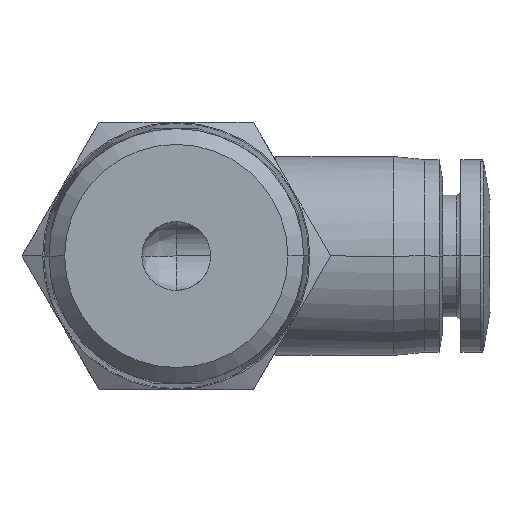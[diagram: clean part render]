
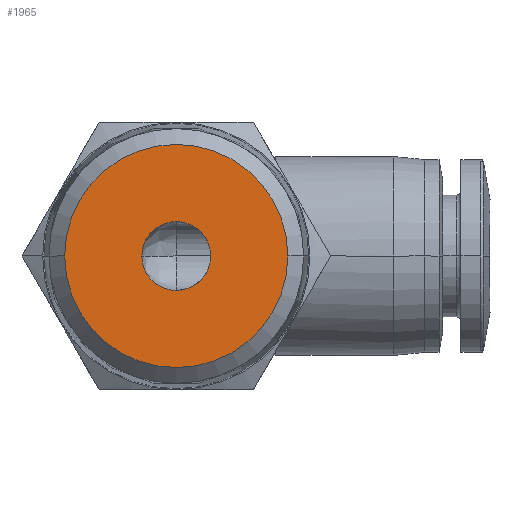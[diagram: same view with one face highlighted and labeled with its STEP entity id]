
A CAD part, front view. The second image highlights one B-rep face of the part: STEP entity #1965.
In plain terms, the highlighted planar face has unit normal (0, -1, 0).
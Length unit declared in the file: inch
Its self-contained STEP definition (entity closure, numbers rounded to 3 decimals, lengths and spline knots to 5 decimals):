
#20 = CARTESIAN_POINT ( 'NONE',  ( 0., -1.22047, 0. ) ) ;
#96 = FACE_BOUND ( 'NONE', #4349, .T. ) ;
#136 = AXIS2_PLACEMENT_3D ( 'NONE', #2066, #4378, #2386 ) ;
#314 = EDGE_CURVE ( 'NONE', #2822, #2769, #584, .T. ) ;
#331 = PLANE ( 'NONE',  #136 ) ;
#394 = DIRECTION ( 'NONE',  ( -1., 0., 0. ) ) ;
#426 = CARTESIAN_POINT ( 'NONE',  ( 0., -1.22047, 0. ) ) ;
#584 = CIRCLE ( 'NONE', #2147, 0.28703 ) ;
#773 = ORIENTED_EDGE ( 'NONE', *, *, #2053, .T. ) ;
#776 = DIRECTION ( 'NONE',  ( -1., 0., 0. ) ) ;
#1078 = AXIS2_PLACEMENT_3D ( 'NONE', #20, #2433, #394 ) ;
#1357 = EDGE_CURVE ( 'NONE', #2210, #1531, #2452, .T. ) ;
#1391 = CARTESIAN_POINT ( 'NONE',  ( 0.08858, -1.22047, 0. ) ) ;
#1522 = AXIS2_PLACEMENT_3D ( 'NONE', #2870, #2854, #2842 ) ;
#1531 = VERTEX_POINT ( 'NONE', #1391 ) ;
#1965 = ADVANCED_FACE ( 'NONE', ( #96, #4021 ), #331, .T. ) ;
#2053 = EDGE_CURVE ( 'NONE', #1531, #2210, #4382, .T. ) ;
#2066 = CARTESIAN_POINT ( 'NONE',  ( -0.14352, -1.22047, 0. ) ) ;
#2147 = AXIS2_PLACEMENT_3D ( 'NONE', #2889, #2911, #2930 ) ;
#2160 = EDGE_CURVE ( 'NONE', #2769, #2822, #3584, .T. ) ;
#2210 = VERTEX_POINT ( 'NONE', #3166 ) ;
#2219 = AXIS2_PLACEMENT_3D ( 'NONE', #426, #2786, #776 ) ;
#2386 = DIRECTION ( 'NONE',  ( 0., 0., -1. ) ) ;
#2414 = ORIENTED_EDGE ( 'NONE', *, *, #1357, .T. ) ;
#2433 = DIRECTION ( 'NONE',  ( 0., 1., 0. ) ) ;
#2452 = CIRCLE ( 'NONE', #1522, 0.08858 ) ;
#2769 = VERTEX_POINT ( 'NONE', #3946 ) ;
#2786 = DIRECTION ( 'NONE',  ( 0., -1., 0. ) ) ;
#2822 = VERTEX_POINT ( 'NONE', #2964 ) ;
#2842 = DIRECTION ( 'NONE',  ( -1., 0., 0. ) ) ;
#2854 = DIRECTION ( 'NONE',  ( 0., 1., 0. ) ) ;
#2870 = CARTESIAN_POINT ( 'NONE',  ( 0., -1.22047, 0. ) ) ;
#2889 = CARTESIAN_POINT ( 'NONE',  ( 0., -1.22047, 0. ) ) ;
#2911 = DIRECTION ( 'NONE',  ( 0., -1., 0. ) ) ;
#2930 = DIRECTION ( 'NONE',  ( -1., 0., 0. ) ) ;
#2964 = CARTESIAN_POINT ( 'NONE',  ( -0.28703, -1.22047, 0. ) ) ;
#3166 = CARTESIAN_POINT ( 'NONE',  ( -0.08858, -1.22047, 0. ) ) ;
#3584 = CIRCLE ( 'NONE', #2219, 0.28703 ) ;
#3946 = CARTESIAN_POINT ( 'NONE',  ( 0.28703, -1.22047, 0. ) ) ;
#3995 = ORIENTED_EDGE ( 'NONE', *, *, #314, .T. ) ;
#4018 = EDGE_LOOP ( 'NONE', ( #3995, #4242 ) ) ;
#4021 = FACE_OUTER_BOUND ( 'NONE', #4018, .T. ) ;
#4242 = ORIENTED_EDGE ( 'NONE', *, *, #2160, .T. ) ;
#4349 = EDGE_LOOP ( 'NONE', ( #2414, #773 ) ) ;
#4378 = DIRECTION ( 'NONE',  ( 0., -1., 0. ) ) ;
#4382 = CIRCLE ( 'NONE', #1078, 0.08858 ) ;
